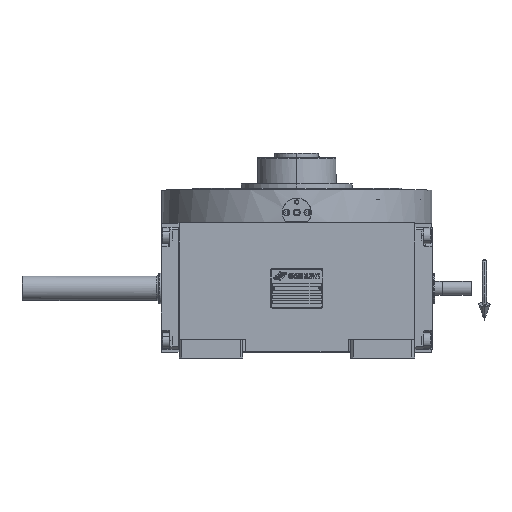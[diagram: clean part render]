
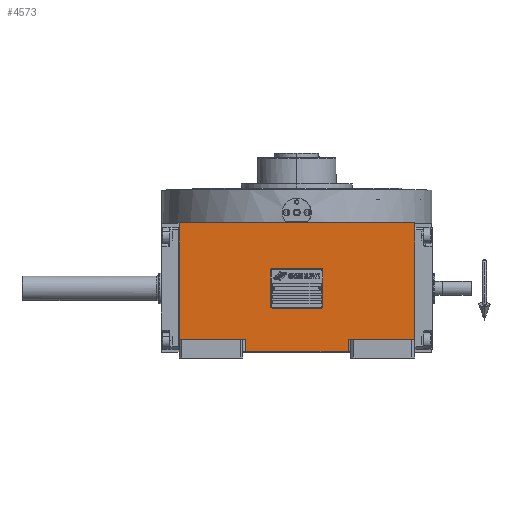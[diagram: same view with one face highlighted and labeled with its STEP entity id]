
A CAD part, top view. The second image highlights one B-rep face of the part: STEP entity #4573.
In plain terms, the highlighted planar face has unit normal (0, 0, 1).
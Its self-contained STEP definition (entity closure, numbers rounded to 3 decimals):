
#267 = EDGE_CURVE ( 'NONE', #3973, #25056, #35563, .T. ) ;
#895 = EDGE_CURVE ( 'NONE', #13678, #4169, #56079, .T. ) ;
#1133 = EDGE_CURVE ( 'NONE', #67051, #3973, #15007, .T. ) ;
#1215 = CARTESIAN_POINT ( 'NONE',  ( 59., -59., 226. ) ) ;
#3532 = LINE ( 'NONE', #8886, #24180 ) ;
#3973 = VERTEX_POINT ( 'NONE', #41095 ) ;
#4169 = VERTEX_POINT ( 'NONE', #30361 ) ;
#4573 = ADVANCED_FACE ( 'NONE', ( #22482 ), #66004, .T. ) ;
#8886 = CARTESIAN_POINT ( 'NONE',  ( 59., -59., 226. ) ) ;
#11488 = CARTESIAN_POINT ( 'NONE',  ( 135., 75., 226. ) ) ;
#12260 = CARTESIAN_POINT ( 'NONE',  ( -59., -59., 226. ) ) ;
#12757 = CARTESIAN_POINT ( 'NONE',  ( -59., -73., 226. ) ) ;
#13678 = VERTEX_POINT ( 'NONE', #41195 ) ;
#14588 = DIRECTION ( 'NONE',  ( 0., -1., 0. ) ) ;
#14589 = VERTEX_POINT ( 'NONE', #12757 ) ;
#15007 = LINE ( 'NONE', #70285, #39507 ) ;
#16846 = DIRECTION ( 'NONE',  ( 0., 1., 0. ) ) ;
#17126 = DIRECTION ( 'NONE',  ( 1., 0., 0. ) ) ;
#20661 = VERTEX_POINT ( 'NONE', #12260 ) ;
#22482 = FACE_OUTER_BOUND ( 'NONE', #45638, .T. ) ;
#22945 = VECTOR ( 'NONE', #23605, 1000. ) ;
#23032 = ORIENTED_EDGE ( 'NONE', *, *, #895, .F. ) ;
#23601 = CARTESIAN_POINT ( 'NONE',  ( -135., -59., 226. ) ) ;
#23605 = DIRECTION ( 'NONE',  ( 1., 0., 0. ) ) ;
#24180 = VECTOR ( 'NONE', #14588, 1000. ) ;
#24620 = VECTOR ( 'NONE', #16846, 1000. ) ;
#25056 = VERTEX_POINT ( 'NONE', #11488 ) ;
#25176 = EDGE_CURVE ( 'NONE', #4169, #25056, #31692, .T. ) ;
#25744 = VECTOR ( 'NONE', #39869, 1000. ) ;
#26789 = EDGE_CURVE ( 'NONE', #13678, #20661, #61791, .T. ) ;
#27743 = CARTESIAN_POINT ( 'NONE',  ( -59., -73., 226. ) ) ;
#28599 = ORIENTED_EDGE ( 'NONE', *, *, #267, .T. ) ;
#30361 = CARTESIAN_POINT ( 'NONE',  ( -135., 75., 226. ) ) ;
#31524 = VERTEX_POINT ( 'NONE', #45923 ) ;
#31692 = LINE ( 'NONE', #46716, #38697 ) ;
#32702 = ORIENTED_EDGE ( 'NONE', *, *, #1133, .T. ) ;
#32750 = EDGE_CURVE ( 'NONE', #14589, #20661, #55590, .T. ) ;
#35563 = LINE ( 'NONE', #40583, #25744 ) ;
#38697 = VECTOR ( 'NONE', #42780, 1000. ) ;
#39507 = VECTOR ( 'NONE', #64588, 1000. ) ;
#39869 = DIRECTION ( 'NONE',  ( 0., 1., 0. ) ) ;
#40583 = CARTESIAN_POINT ( 'NONE',  ( 135., -59., 226. ) ) ;
#41095 = CARTESIAN_POINT ( 'NONE',  ( 135., -59., 226. ) ) ;
#41195 = CARTESIAN_POINT ( 'NONE',  ( -135., -59., 226. ) ) ;
#42780 = DIRECTION ( 'NONE',  ( 1., 0., 0. ) ) ;
#42994 = ORIENTED_EDGE ( 'NONE', *, *, #26789, .T. ) ;
#43031 = ORIENTED_EDGE ( 'NONE', *, *, #62674, .T. ) ;
#43195 = DIRECTION ( 'NONE',  ( 0., 0., 1. ) ) ;
#44191 = DIRECTION ( 'NONE',  ( 0., 1., 0. ) ) ;
#45129 = CARTESIAN_POINT ( 'NONE',  ( -59., -73., 226. ) ) ;
#45567 = CARTESIAN_POINT ( 'NONE',  ( -135., -73., 226. ) ) ;
#45638 = EDGE_LOOP ( 'NONE', ( #43031, #61298, #32702, #28599, #65534, #23032, #42994, #63903 ) ) ;
#45923 = CARTESIAN_POINT ( 'NONE',  ( 59., -73., 226. ) ) ;
#46716 = CARTESIAN_POINT ( 'NONE',  ( -135., 75., 226. ) ) ;
#50096 = LINE ( 'NONE', #45129, #67520 ) ;
#54734 = DIRECTION ( 'NONE',  ( 1., 0., 0. ) ) ;
#55590 = LINE ( 'NONE', #27743, #62347 ) ;
#56079 = LINE ( 'NONE', #23601, #24620 ) ;
#56712 = EDGE_CURVE ( 'NONE', #67051, #31524, #3532, .T. ) ;
#56940 = AXIS2_PLACEMENT_3D ( 'NONE', #45567, #43195, #17126 ) ;
#61298 = ORIENTED_EDGE ( 'NONE', *, *, #56712, .F. ) ;
#61442 = CARTESIAN_POINT ( 'NONE',  ( -135., -59., 226. ) ) ;
#61791 = LINE ( 'NONE', #61442, #22945 ) ;
#62347 = VECTOR ( 'NONE', #44191, 1000. ) ;
#62674 = EDGE_CURVE ( 'NONE', #14589, #31524, #50096, .T. ) ;
#63903 = ORIENTED_EDGE ( 'NONE', *, *, #32750, .F. ) ;
#64588 = DIRECTION ( 'NONE',  ( 1., 0., 0. ) ) ;
#65534 = ORIENTED_EDGE ( 'NONE', *, *, #25176, .F. ) ;
#66004 = PLANE ( 'NONE',  #56940 ) ;
#67051 = VERTEX_POINT ( 'NONE', #1215 ) ;
#67520 = VECTOR ( 'NONE', #54734, 1000. ) ;
#70285 = CARTESIAN_POINT ( 'NONE',  ( 59., -59., 226. ) ) ;
